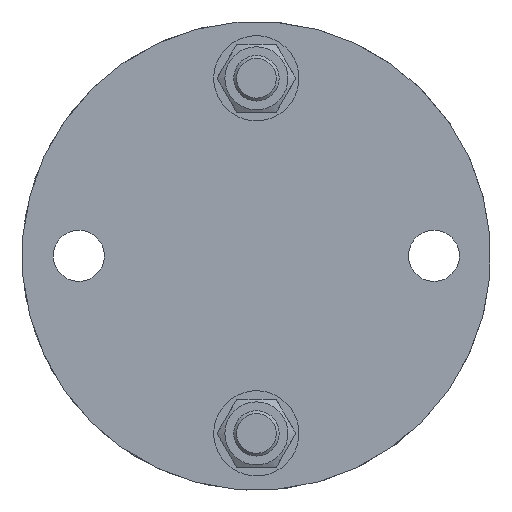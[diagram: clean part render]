
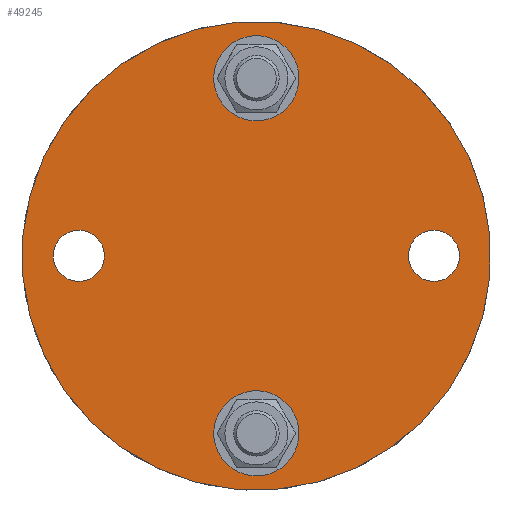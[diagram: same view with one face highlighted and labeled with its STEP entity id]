
A CAD part, left-side view. The second image highlights one B-rep face of the part: STEP entity #49245.
In plain terms, the highlighted face is planar.
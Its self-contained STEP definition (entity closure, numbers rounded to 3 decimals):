
#4213=FACE_BOUND('',#10376,.T.);
#4214=FACE_BOUND('',#10377,.T.);
#4215=FACE_BOUND('',#10378,.T.);
#4216=FACE_BOUND('',#10379,.T.);
#4675=CIRCLE('',#51593,9.);
#4677=CIRCLE('',#51596,9.);
#4679=CIRCLE('',#51599,9.);
#4681=CIRCLE('',#51602,9.);
#4682=CIRCLE('',#51604,82.5);
#7369=FACE_OUTER_BOUND('',#10375,.T.);
#10375=EDGE_LOOP('',(#45361));
#10376=EDGE_LOOP('',(#45362));
#10377=EDGE_LOOP('',(#45363));
#10378=EDGE_LOOP('',(#45364));
#10379=EDGE_LOOP('',(#45365));
#25073=VERTEX_POINT('',#96988);
#25075=VERTEX_POINT('',#96993);
#25077=VERTEX_POINT('',#96998);
#25079=VERTEX_POINT('',#97003);
#25080=VERTEX_POINT('',#97006);
#31838=EDGE_CURVE('',#25073,#25073,#4675,.T.);
#31840=EDGE_CURVE('',#25075,#25075,#4677,.T.);
#31842=EDGE_CURVE('',#25077,#25077,#4679,.T.);
#31844=EDGE_CURVE('',#25079,#25079,#4681,.T.);
#31845=EDGE_CURVE('',#25080,#25080,#4682,.T.);
#45361=ORIENTED_EDGE('',*,*,#31845,.T.);
#45362=ORIENTED_EDGE('',*,*,#31838,.T.);
#45363=ORIENTED_EDGE('',*,*,#31840,.T.);
#45364=ORIENTED_EDGE('',*,*,#31842,.T.);
#45365=ORIENTED_EDGE('',*,*,#31844,.T.);
#46629=PLANE('',#51603);
#49245=ADVANCED_FACE('',(#7369,#4213,#4214,#4215,#4216),#46629,.T.);
#51593=AXIS2_PLACEMENT_3D('',#96989,#59579,#59580);
#51596=AXIS2_PLACEMENT_3D('',#96994,#59585,#59586);
#51599=AXIS2_PLACEMENT_3D('',#96999,#59591,#59592);
#51602=AXIS2_PLACEMENT_3D('',#97004,#59597,#59598);
#51603=AXIS2_PLACEMENT_3D('',#97005,#59599,#59600);
#51604=AXIS2_PLACEMENT_3D('',#97007,#59601,#59602);
#59579=DIRECTION('center_axis',(-1.,0.,0.));
#59580=DIRECTION('ref_axis',(0.,1.,0.));
#59585=DIRECTION('center_axis',(-1.,0.,0.));
#59586=DIRECTION('ref_axis',(0.,0.,-1.));
#59591=DIRECTION('center_axis',(-1.,0.,0.));
#59592=DIRECTION('ref_axis',(0.,-1.,0.));
#59597=DIRECTION('center_axis',(-1.,0.,0.));
#59598=DIRECTION('ref_axis',(0.,0.,1.));
#59599=DIRECTION('center_axis',(1.,0.,0.));
#59600=DIRECTION('ref_axis',(0.,0.,-1.));
#59601=DIRECTION('center_axis',(1.,0.,0.));
#59602=DIRECTION('ref_axis',(0.,1.,0.));
#96988=CARTESIAN_POINT('',(18.,35.194,-44.194));
#96989=CARTESIAN_POINT('Origin',(18.,44.194,-44.194));
#96993=CARTESIAN_POINT('',(18.,-44.194,-35.194));
#96994=CARTESIAN_POINT('Origin',(18.,-44.194,-44.194));
#96998=CARTESIAN_POINT('',(18.,-35.194,44.194));
#96999=CARTESIAN_POINT('Origin',(18.,-44.194,44.194));
#97003=CARTESIAN_POINT('',(18.,44.194,35.194));
#97004=CARTESIAN_POINT('Origin',(18.,44.194,44.194));
#97005=CARTESIAN_POINT('Origin',(18.,41.25,0.));
#97006=CARTESIAN_POINT('',(18.,82.5,0.));
#97007=CARTESIAN_POINT('Origin',(18.,0.,0.));
